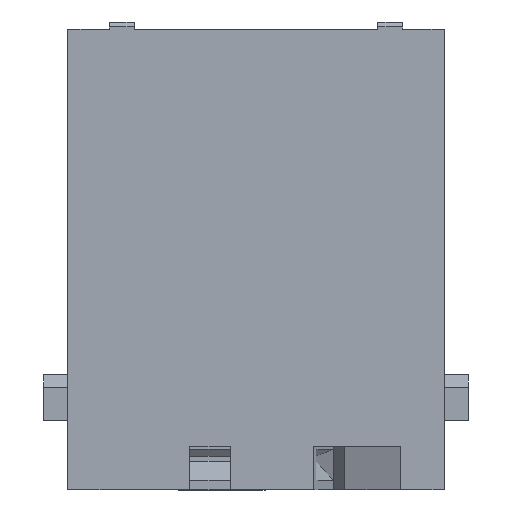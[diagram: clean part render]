
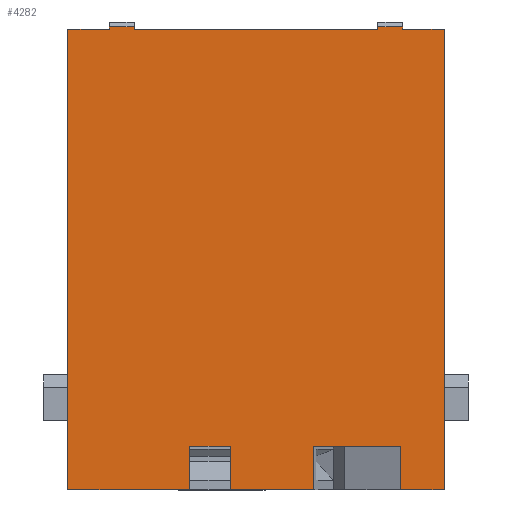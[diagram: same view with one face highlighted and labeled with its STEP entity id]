
A CAD part, left-side view. The second image highlights one B-rep face of the part: STEP entity #4282.
In plain terms, the highlighted planar face has unit normal (-1, 0, 0).
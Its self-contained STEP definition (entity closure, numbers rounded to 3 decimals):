
#3763=FACE_OUTER_BOUND('',#5558,.T.);
#4282=ADVANCED_FACE('',(#3763),#4850,.T.);
#4850=PLANE('',#15560);
#5558=EDGE_LOOP('',(#6982,#6983,#6984,#6985,#6986,#6987,#6988,#6989,#6990,
#6991,#6992,#6993,#6994,#6995,#6996,#6997,#6998,#6999,#7000,#7001));
#6982=ORIENTED_EDGE('',*,*,#10694,.T.);
#6983=ORIENTED_EDGE('',*,*,#10205,.T.);
#6984=ORIENTED_EDGE('',*,*,#10419,.T.);
#6985=ORIENTED_EDGE('',*,*,#10561,.T.);
#6986=ORIENTED_EDGE('',*,*,#10467,.T.);
#6987=ORIENTED_EDGE('',*,*,#10183,.T.);
#6988=ORIENTED_EDGE('',*,*,#10573,.T.);
#6989=ORIENTED_EDGE('',*,*,#10580,.T.);
#6990=ORIENTED_EDGE('',*,*,#10582,.T.);
#6991=ORIENTED_EDGE('',*,*,#10160,.T.);
#6992=ORIENTED_EDGE('',*,*,#10695,.F.);
#6993=ORIENTED_EDGE('',*,*,#10680,.F.);
#6994=ORIENTED_EDGE('',*,*,#10655,.T.);
#6995=ORIENTED_EDGE('',*,*,#10658,.T.);
#6996=ORIENTED_EDGE('',*,*,#10660,.T.);
#6997=ORIENTED_EDGE('',*,*,#10679,.F.);
#6998=ORIENTED_EDGE('',*,*,#10669,.T.);
#6999=ORIENTED_EDGE('',*,*,#10672,.T.);
#7000=ORIENTED_EDGE('',*,*,#10674,.T.);
#7001=ORIENTED_EDGE('',*,*,#10683,.F.);
#9164=VERTEX_POINT('',#19958);
#9165=VERTEX_POINT('',#19960);
#9187=VERTEX_POINT('',#20016);
#9188=VERTEX_POINT('',#20018);
#9209=VERTEX_POINT('',#20072);
#9210=VERTEX_POINT('',#20074);
#9420=VERTEX_POINT('',#21093);
#9461=VERTEX_POINT('',#21191);
#9535=VERTEX_POINT('',#21414);
#9540=VERTEX_POINT('',#21427);
#9583=VERTEX_POINT('',#21592);
#9584=VERTEX_POINT('',#21594);
#9585=VERTEX_POINT('',#21598);
#9586=VERTEX_POINT('',#21602);
#9593=VERTEX_POINT('',#21621);
#9594=VERTEX_POINT('',#21623);
#9595=VERTEX_POINT('',#21627);
#9596=VERTEX_POINT('',#21631);
#9599=VERTEX_POINT('',#21642);
#9600=VERTEX_POINT('',#21645);
#10160=EDGE_CURVE('',#9165,#9164,#12462,.T.);
#10183=EDGE_CURVE('',#9188,#9187,#12480,.T.);
#10205=EDGE_CURVE('',#9210,#9209,#12497,.T.);
#10419=EDGE_CURVE('',#9209,#9420,#12596,.T.);
#10467=EDGE_CURVE('',#9461,#9188,#12644,.T.);
#10561=EDGE_CURVE('',#9420,#9461,#12722,.T.);
#10573=EDGE_CURVE('',#9187,#9535,#12734,.T.);
#10580=EDGE_CURVE('',#9535,#9540,#12741,.T.);
#10582=EDGE_CURVE('',#9540,#9165,#12743,.T.);
#10655=EDGE_CURVE('',#9584,#9583,#12810,.T.);
#10658=EDGE_CURVE('',#9583,#9585,#12813,.T.);
#10660=EDGE_CURVE('',#9585,#9586,#12815,.T.);
#10669=EDGE_CURVE('',#9594,#9593,#12824,.T.);
#10672=EDGE_CURVE('',#9593,#9595,#12827,.T.);
#10674=EDGE_CURVE('',#9595,#9596,#12829,.T.);
#10679=EDGE_CURVE('',#9594,#9586,#12831,.T.);
#10680=EDGE_CURVE('',#9584,#9599,#12832,.T.);
#10683=EDGE_CURVE('',#9600,#9596,#12835,.T.);
#10694=EDGE_CURVE('',#9600,#9210,#12845,.T.);
#10695=EDGE_CURVE('',#9599,#9164,#12846,.T.);
#12462=LINE('',#19959,#13576);
#12480=LINE('',#20017,#13594);
#12497=LINE('',#20073,#13611);
#12596=LINE('',#21094,#13710);
#12644=LINE('',#21190,#13758);
#12722=LINE('',#21391,#13836);
#12734=LINE('',#21415,#13848);
#12741=LINE('',#21428,#13855);
#12743=LINE('',#21431,#13857);
#12810=LINE('',#21593,#13924);
#12813=LINE('',#21599,#13927);
#12815=LINE('',#21603,#13929);
#12824=LINE('',#21622,#13938);
#12827=LINE('',#21628,#13941);
#12829=LINE('',#21632,#13943);
#12831=LINE('',#21640,#13945);
#12832=LINE('',#21641,#13946);
#12835=LINE('',#21646,#13949);
#12845=LINE('',#21673,#13959);
#12846=LINE('',#21674,#13960);
#13576=VECTOR('',#16249,1.);
#13594=VECTOR('',#16269,1.);
#13611=VECTOR('',#16288,1.);
#13710=VECTOR('',#16433,1.);
#13758=VECTOR('',#16497,1.);
#13836=VECTOR('',#16683,1.);
#13848=VECTOR('',#16707,1.);
#13855=VECTOR('',#16716,1.);
#13857=VECTOR('',#16720,1.);
#13924=VECTOR('',#16855,1.);
#13927=VECTOR('',#16860,1.);
#13929=VECTOR('',#16864,1.);
#13938=VECTOR('',#16879,1.);
#13941=VECTOR('',#16884,1.);
#13943=VECTOR('',#16888,1.);
#13945=VECTOR('',#16898,1.);
#13946=VECTOR('',#16899,1.);
#13949=VECTOR('',#16902,1.);
#13959=VECTOR('',#16928,1.);
#13960=VECTOR('',#16929,1.);
#15560=AXIS2_PLACEMENT_3D('',#21675,#16930,#16931);
#16249=DIRECTION('',(0.,-1.,0.));
#16269=DIRECTION('',(0.,-1.,0.));
#16288=DIRECTION('',(0.,-1.,0.));
#16433=DIRECTION('',(0.,0.,1.));
#16497=DIRECTION('',(0.,0.,-1.));
#16683=DIRECTION('',(0.,-1.,0.));
#16707=DIRECTION('',(0.,0.,1.));
#16716=DIRECTION('',(0.,-1.,0.));
#16720=DIRECTION('',(0.,0.,-1.));
#16855=DIRECTION('',(0.,0.,1.));
#16860=DIRECTION('',(0.,1.,0.));
#16864=DIRECTION('',(0.,0.,-1.));
#16879=DIRECTION('',(0.,0.,1.));
#16884=DIRECTION('',(0.,1.,0.));
#16888=DIRECTION('',(0.,0.,-1.));
#16898=DIRECTION('',(0.,-1.,0.));
#16899=DIRECTION('',(0.,-1.,0.));
#16902=DIRECTION('',(0.,-1.,0.));
#16928=DIRECTION('',(0.,0.,-1.));
#16929=DIRECTION('',(0.,0.,-1.));
#16930=DIRECTION('',(-1.,0.,0.));
#16931=DIRECTION('',(0.,1.,0.));
#19958=CARTESIAN_POINT('',(-7.3,-15.15,-5.55));
#19959=CARTESIAN_POINT('',(-7.3,-11.631,-5.55));
#19960=CARTESIAN_POINT('',(-7.3,-11.631,-5.55));
#20016=CARTESIAN_POINT('',(-7.3,-4.635,-5.55));
#20017=CARTESIAN_POINT('',(-7.3,2.05,-5.55));
#20018=CARTESIAN_POINT('',(-7.3,2.05,-5.55));
#20072=CARTESIAN_POINT('',(-7.3,5.35,-5.55));
#20073=CARTESIAN_POINT('',(-7.3,15.15,-5.55));
#20074=CARTESIAN_POINT('',(-7.3,15.15,-5.55));
#21093=CARTESIAN_POINT('',(-7.3,5.35,-2.05));
#21094=CARTESIAN_POINT('',(-7.3,5.35,-5.55));
#21190=CARTESIAN_POINT('',(-7.3,2.05,-2.05));
#21191=CARTESIAN_POINT('',(-7.3,2.05,-2.05));
#21391=CARTESIAN_POINT('',(-7.3,5.35,-2.05));
#21414=CARTESIAN_POINT('',(-7.3,-4.635,-2.05));
#21415=CARTESIAN_POINT('',(-7.3,-4.635,-5.55));
#21427=CARTESIAN_POINT('',(-7.3,-11.631,-2.05));
#21428=CARTESIAN_POINT('',(-7.3,-4.635,-2.05));
#21431=CARTESIAN_POINT('',(-7.3,-11.631,-2.05));
#21592=CARTESIAN_POINT('',(-7.3,-11.8,31.7));
#21593=CARTESIAN_POINT('',(-7.3,-11.8,31.5));
#21594=CARTESIAN_POINT('',(-7.3,-11.8,31.5));
#21598=CARTESIAN_POINT('',(-7.3,-9.8,31.7));
#21599=CARTESIAN_POINT('',(-7.3,-11.8,31.7));
#21602=CARTESIAN_POINT('',(-7.3,-9.8,31.5));
#21603=CARTESIAN_POINT('',(-7.3,-9.8,31.7));
#21621=CARTESIAN_POINT('',(-7.3,9.8,31.7));
#21622=CARTESIAN_POINT('',(-7.3,9.8,31.5));
#21623=CARTESIAN_POINT('',(-7.3,9.8,31.5));
#21627=CARTESIAN_POINT('',(-7.3,11.8,31.7));
#21628=CARTESIAN_POINT('',(-7.3,9.8,31.7));
#21631=CARTESIAN_POINT('',(-7.3,11.8,31.5));
#21632=CARTESIAN_POINT('',(-7.3,11.8,31.7));
#21640=CARTESIAN_POINT('',(-7.3,9.8,31.5));
#21641=CARTESIAN_POINT('',(-7.3,-11.8,31.5));
#21642=CARTESIAN_POINT('',(-7.3,-15.15,31.5));
#21645=CARTESIAN_POINT('',(-7.3,15.15,31.5));
#21646=CARTESIAN_POINT('',(-7.3,15.15,31.5));
#21673=CARTESIAN_POINT('',(-7.3,15.15,31.5));
#21674=CARTESIAN_POINT('',(-7.3,-15.15,31.5));
#21675=CARTESIAN_POINT('',(-7.3,-15.35,32.3));
